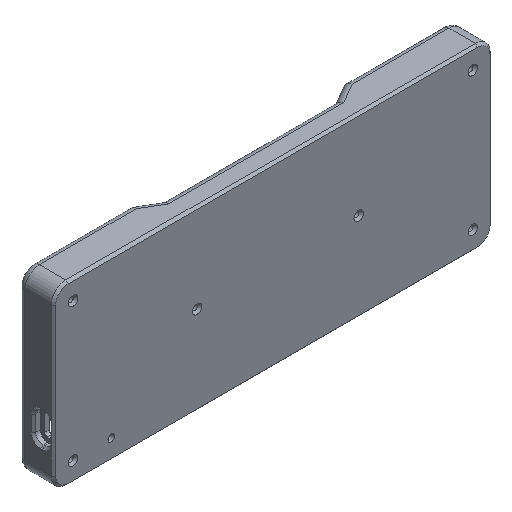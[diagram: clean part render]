
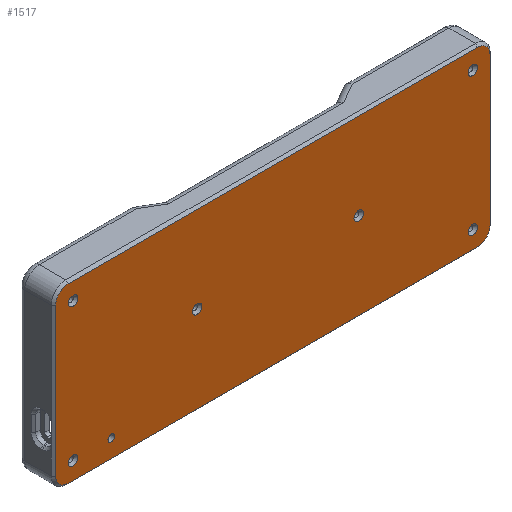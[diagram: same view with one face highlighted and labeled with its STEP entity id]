
A CAD part, isometric view. The second image highlights one B-rep face of the part: STEP entity #1517.
In plain terms, the highlighted planar face has unit normal (0, -1, 0).
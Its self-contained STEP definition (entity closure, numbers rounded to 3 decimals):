
#60=FACE_BOUND('',#208,.T.);
#61=FACE_BOUND('',#209,.T.);
#62=FACE_BOUND('',#210,.T.);
#63=FACE_BOUND('',#211,.T.);
#64=FACE_BOUND('',#212,.T.);
#65=FACE_BOUND('',#213,.T.);
#66=FACE_BOUND('',#214,.T.);
#75=PLANE('',#1614);
#114=FACE_OUTER_BOUND('',#207,.T.);
#207=EDGE_LOOP('',(#1046,#1047,#1048,#1049,#1050,#1051,#1052,#1053));
#208=EDGE_LOOP('',(#1054));
#209=EDGE_LOOP('',(#1055));
#210=EDGE_LOOP('',(#1056));
#211=EDGE_LOOP('',(#1057));
#212=EDGE_LOOP('',(#1058));
#213=EDGE_LOOP('',(#1059));
#214=EDGE_LOOP('',(#1060));
#315=LINE('',#2280,#459);
#316=LINE('',#2284,#460);
#317=LINE('',#2288,#461);
#318=LINE('',#2292,#462);
#459=VECTOR('',#1793,10.);
#460=VECTOR('',#1796,10.);
#461=VECTOR('',#1799,10.);
#462=VECTOR('',#1802,10.);
#602=CIRCLE('',#1612,2.1);
#604=CIRCLE('',#1615,5.5);
#605=CIRCLE('',#1616,5.5);
#606=CIRCLE('',#1617,5.5);
#607=CIRCLE('',#1618,5.5);
#608=CIRCLE('',#1619,2.1);
#609=CIRCLE('',#1620,2.1);
#610=CIRCLE('',#1621,2.1);
#611=CIRCLE('',#1622,1.5);
#612=CIRCLE('',#1623,2.1);
#613=CIRCLE('',#1624,2.1);
#678=VERTEX_POINT('',#2272);
#680=VERTEX_POINT('',#2278);
#681=VERTEX_POINT('',#2279);
#682=VERTEX_POINT('',#2281);
#683=VERTEX_POINT('',#2283);
#684=VERTEX_POINT('',#2285);
#685=VERTEX_POINT('',#2287);
#686=VERTEX_POINT('',#2289);
#687=VERTEX_POINT('',#2291);
#688=VERTEX_POINT('',#2294);
#689=VERTEX_POINT('',#2296);
#690=VERTEX_POINT('',#2298);
#691=VERTEX_POINT('',#2300);
#692=VERTEX_POINT('',#2302);
#693=VERTEX_POINT('',#2304);
#814=EDGE_CURVE('',#678,#678,#602,.T.);
#817=EDGE_CURVE('',#680,#681,#315,.T.);
#818=EDGE_CURVE('',#682,#680,#604,.T.);
#819=EDGE_CURVE('',#683,#682,#316,.T.);
#820=EDGE_CURVE('',#684,#683,#605,.T.);
#821=EDGE_CURVE('',#685,#684,#317,.T.);
#822=EDGE_CURVE('',#686,#685,#606,.T.);
#823=EDGE_CURVE('',#687,#686,#318,.T.);
#824=EDGE_CURVE('',#681,#687,#607,.T.);
#825=EDGE_CURVE('',#688,#688,#608,.T.);
#826=EDGE_CURVE('',#689,#689,#609,.T.);
#827=EDGE_CURVE('',#690,#690,#610,.T.);
#828=EDGE_CURVE('',#691,#691,#611,.T.);
#829=EDGE_CURVE('',#692,#692,#612,.T.);
#830=EDGE_CURVE('',#693,#693,#613,.T.);
#1046=ORIENTED_EDGE('',*,*,#817,.F.);
#1047=ORIENTED_EDGE('',*,*,#818,.F.);
#1048=ORIENTED_EDGE('',*,*,#819,.F.);
#1049=ORIENTED_EDGE('',*,*,#820,.F.);
#1050=ORIENTED_EDGE('',*,*,#821,.F.);
#1051=ORIENTED_EDGE('',*,*,#822,.F.);
#1052=ORIENTED_EDGE('',*,*,#823,.F.);
#1053=ORIENTED_EDGE('',*,*,#824,.F.);
#1054=ORIENTED_EDGE('',*,*,#825,.F.);
#1055=ORIENTED_EDGE('',*,*,#826,.F.);
#1056=ORIENTED_EDGE('',*,*,#827,.F.);
#1057=ORIENTED_EDGE('',*,*,#828,.T.);
#1058=ORIENTED_EDGE('',*,*,#829,.F.);
#1059=ORIENTED_EDGE('',*,*,#830,.F.);
#1060=ORIENTED_EDGE('',*,*,#814,.F.);
#1517=ADVANCED_FACE('',(#114,#60,#61,#62,#63,#64,#65,#66),#75,.F.);
#1612=AXIS2_PLACEMENT_3D('',#2273,#1786,#1787);
#1614=AXIS2_PLACEMENT_3D('',#2277,#1791,#1792);
#1615=AXIS2_PLACEMENT_3D('',#2282,#1794,#1795);
#1616=AXIS2_PLACEMENT_3D('',#2286,#1797,#1798);
#1617=AXIS2_PLACEMENT_3D('',#2290,#1800,#1801);
#1618=AXIS2_PLACEMENT_3D('',#2293,#1803,#1804);
#1619=AXIS2_PLACEMENT_3D('',#2295,#1805,#1806);
#1620=AXIS2_PLACEMENT_3D('',#2297,#1807,#1808);
#1621=AXIS2_PLACEMENT_3D('',#2299,#1809,#1810);
#1622=AXIS2_PLACEMENT_3D('',#2301,#1811,#1812);
#1623=AXIS2_PLACEMENT_3D('',#2303,#1813,#1814);
#1624=AXIS2_PLACEMENT_3D('',#2305,#1815,#1816);
#1786=DIRECTION('center_axis',(0.,-1.,0.));
#1787=DIRECTION('ref_axis',(1.,0.,0.));
#1791=DIRECTION('center_axis',(0.,1.,0.));
#1792=DIRECTION('ref_axis',(1.,0.,0.));
#1793=DIRECTION('',(0.,0.,1.));
#1794=DIRECTION('center_axis',(0.,1.,0.));
#1795=DIRECTION('ref_axis',(0.,0.,-1.));
#1796=DIRECTION('',(-1.,0.,0.));
#1797=DIRECTION('center_axis',(0.,1.,0.));
#1798=DIRECTION('ref_axis',(1.,0.,0.));
#1799=DIRECTION('',(0.,0.,-1.));
#1800=DIRECTION('center_axis',(0.,1.,0.));
#1801=DIRECTION('ref_axis',(0.,0.,1.));
#1802=DIRECTION('',(1.,0.,0.));
#1803=DIRECTION('center_axis',(0.,1.,0.));
#1804=DIRECTION('ref_axis',(-1.,0.,0.));
#1805=DIRECTION('center_axis',(0.,-1.,0.));
#1806=DIRECTION('ref_axis',(1.,0.,0.));
#1807=DIRECTION('center_axis',(0.,-1.,0.));
#1808=DIRECTION('ref_axis',(1.,0.,0.));
#1809=DIRECTION('center_axis',(0.,-1.,0.));
#1810=DIRECTION('ref_axis',(1.,0.,0.));
#1811=DIRECTION('center_axis',(0.,1.,0.));
#1812=DIRECTION('ref_axis',(1.,0.,0.));
#1813=DIRECTION('center_axis',(0.,-1.,0.));
#1814=DIRECTION('ref_axis',(1.,0.,0.));
#1815=DIRECTION('center_axis',(0.,-1.,0.));
#1816=DIRECTION('ref_axis',(1.,0.,0.));
#2272=CARTESIAN_POINT('',(170.2,-4.,-56.3));
#2273=CARTESIAN_POINT('Origin',(172.3,-4.,-56.3));
#2277=CARTESIAN_POINT('Origin',(83.25,-4.,-25.5));
#2278=CARTESIAN_POINT('',(-13.5,-4.,-58.5));
#2279=CARTESIAN_POINT('',(-13.5,-4.,7.5));
#2280=CARTESIAN_POINT('',(-13.5,-4.,-9.));
#2281=CARTESIAN_POINT('',(-8.,-4.,-64.));
#2282=CARTESIAN_POINT('Origin',(-8.,-4.,-58.5));
#2283=CARTESIAN_POINT('',(174.5,-4.,-64.));
#2284=CARTESIAN_POINT('',(37.625,-4.,-64.));
#2285=CARTESIAN_POINT('',(180.,-4.,-58.5));
#2286=CARTESIAN_POINT('Origin',(174.5,-4.,-58.5));
#2287=CARTESIAN_POINT('',(180.,-4.,7.5));
#2288=CARTESIAN_POINT('',(180.,-4.,-42.));
#2289=CARTESIAN_POINT('',(174.5,-4.,13.));
#2290=CARTESIAN_POINT('Origin',(174.5,-4.,7.5));
#2291=CARTESIAN_POINT('',(-8.,-4.,13.));
#2292=CARTESIAN_POINT('',(128.875,-4.,13.));
#2293=CARTESIAN_POINT('Origin',(-8.,-4.,7.5));
#2294=CARTESIAN_POINT('',(170.2,-4.,5.3));
#2295=CARTESIAN_POINT('Origin',(172.3,-4.,5.3));
#2296=CARTESIAN_POINT('',(47.4,-4.,-25.5));
#2297=CARTESIAN_POINT('Origin',(49.5,-4.,-25.5));
#2298=CARTESIAN_POINT('',(-7.9,-4.,-56.3));
#2299=CARTESIAN_POINT('Origin',(-5.8,-4.,-56.3));
#2300=CARTESIAN_POINT('',(9.77,-4.,-56.14));
#2301=CARTESIAN_POINT('Origin',(11.27,-4.,-56.14));
#2302=CARTESIAN_POINT('',(-7.9,-4.,5.3));
#2303=CARTESIAN_POINT('Origin',(-5.8,-4.,5.3));
#2304=CARTESIAN_POINT('',(119.4,-4.,-25.5));
#2305=CARTESIAN_POINT('Origin',(121.5,-4.,-25.5));
